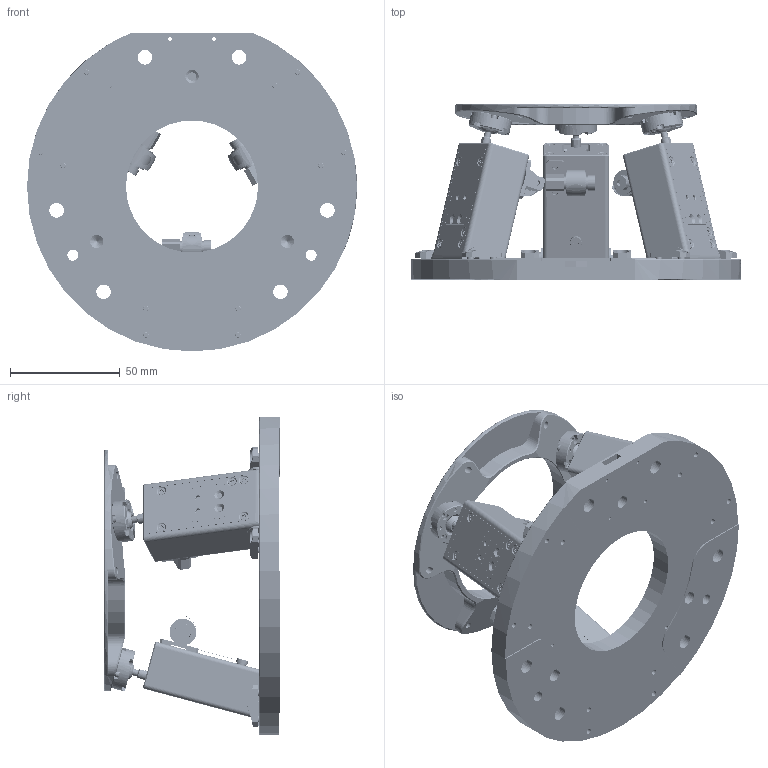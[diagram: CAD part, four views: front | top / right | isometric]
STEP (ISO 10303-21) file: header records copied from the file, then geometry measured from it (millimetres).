
FILE_DESCRIPTION (( 'STEP AP203' ), '1' );
FILE_NAME ('Free3D.ZTxTy.150.STEP', '2026-03-02T03:44:37', ( '' ), ( '' ), 'SwSTEP 2.0', 'SolidWorks 2020', '' );
FILE_SCHEMA (( 'CONFIG_CONTROL_DESIGN' ));
Length unit declared in the file: millimetre
Products named in the file (12): 复件 复件 Free3D 转轴压板^Free3D.ZTxTy.150; 葩璃 Free3D.Leg^Free3D.ZTxTy.150; 葩璃 Free3D菁釱^Free3D.ZTxTy.150; 葩璃 (3) 葩璃 Free 3D-leg^葩璃 Free3D.Leg_Free3D.ZTxTy.150; 葩璃 葩璃 Free3D雄す怢^Free3D.ZTxTy.150; 葩璃 葩璃 Free3D揤盄啣^Free3D.ZTxTy.150; 葩璃 葩璃 Free 3D-leg^葩璃 Free3D.Leg_Free3D.ZTxTy.150; 葩璃 (2) 葩璃 Free 3D-leg^葩璃 Free3D.Leg_Free3D.ZTxTy.150; Free3D.ZTxTy.150; 复件 薄头内六角螺钉M3×8^Free3D.ZTxTy.150
Assembly tree (33 placements, depth 3):
  Free3D.ZTxTy.150
    葩璃 葩璃 Free3D雄す怢^Free3D.ZTxTy.150
    葩璃 Free3D菁釱^Free3D.ZTxTy.150
    葩璃 葩璃 Free3D揤盄啣^Free3D.ZTxTy.150
    复件 复件 Free3D 转轴压板^Free3D.ZTxTy.150  x6
    复件 薄头内六角螺钉M3×8^Free3D.ZTxTy.150  x12
    葩璃 Free3D.Leg^Free3D.ZTxTy.150
      葩璃 葩璃 Free 3D-leg^葩璃 Free3D.Leg_Free3D.ZTxTy.150
      葩璃 (2) 葩璃 Free 3D-leg^葩璃 Free3D.Leg_Free3D.ZTxTy.150
      葩璃 (3) 葩璃 Free 3D-leg^葩璃 Free3D.Leg_Free3D.ZTxTy.150
    葩璃 Free3D.Leg^Free3D.ZTxTy.150
      葩璃 葩璃 Free 3D-leg^葩璃 Free3D.Leg_Free3D.ZTxTy.150
      葩璃 (2) 葩璃 Free 3D-leg^葩璃 Free3D.Leg_Free3D.ZTxTy.150
      葩璃 (3) 葩璃 Free 3D-leg^葩璃 Free3D.Leg_Free3D.ZTxTy.150
    葩璃 Free3D.Leg^Free3D.ZTxTy.150
      葩璃 葩璃 Free 3D-leg^葩璃 Free3D.Leg_Free3D.ZTxTy.150
      葩璃 (2) 葩璃 Free 3D-leg^葩璃 Free3D.Leg_Free3D.ZTxTy.150
      葩璃 (3) 葩璃 Free 3D-leg^葩璃 Free3D.Leg_Free3D.ZTxTy.150
Bounding box: 150 x 80 x 145 mm (x, y, z)
Volume: 255569.4 mm3; surface area: 140501.1 mm2
Topology: 129 solids, 153 shells, 5286 faces, 13291 edges, 8317 vertices
Faces by surface type: plane 2234, cylinder 1502, cone 802, bspline 280, sphere 240, torus 228
Entity records: 89780 total; most frequent: CARTESIAN_POINT 32904, ORIENTED_EDGE 11640, DIRECTION 11096, EDGE_CURVE 5820, AXIS2_PLACEMENT_3D 4035, VERTEX_POINT 3716, LINE 3026, VECTOR 3026
